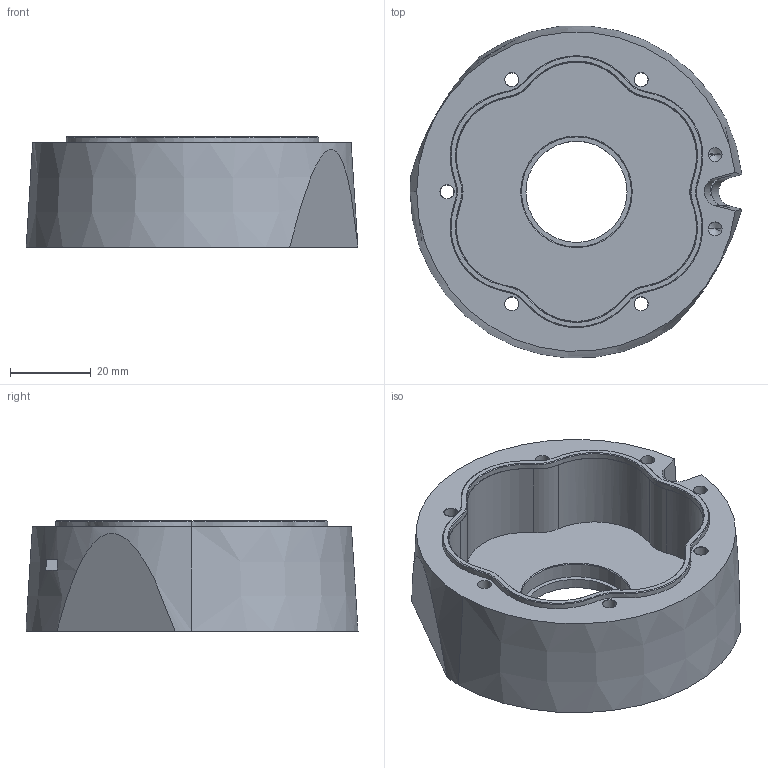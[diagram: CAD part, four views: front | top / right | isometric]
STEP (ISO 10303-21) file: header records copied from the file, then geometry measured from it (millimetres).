
FILE_DESCRIPTION (( 'STEP AP214' ), '1' );
FILE_NAME ('cycloid_housing.STEP', '2025-05-27T14:01:34', ( '' ), ( '' ), 'SwSTEP 2.0', 'SolidWorks 2025', '' );
FILE_SCHEMA (( 'AUTOMOTIVE_DESIGN' ));
Length unit declared in the file: millimetre
Products named in the file (1): cycloid_housing_fore_arm
Bounding box: 82.03 x 82.1 x 27.3 mm (x, y, z)
Volume: 67929.1 mm3; surface area: 22682.7 mm2
Topology: 1 solids, 1 shells, 92 faces, 235 edges, 148 vertices
Faces by surface type: cylinder 31, plane 27, cone 18, bspline 16
Entity records: 11327 total; most frequent: CARTESIAN_POINT 9127, ORIENTED_EDGE 462, DIRECTION 425, EDGE_CURVE 231, AXIS2_PLACEMENT_3D 158, VERTEX_POINT 148, EDGE_LOOP 117, LINE 109
